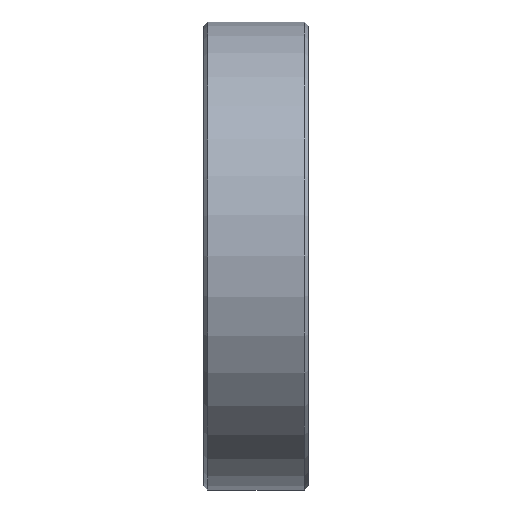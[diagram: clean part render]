
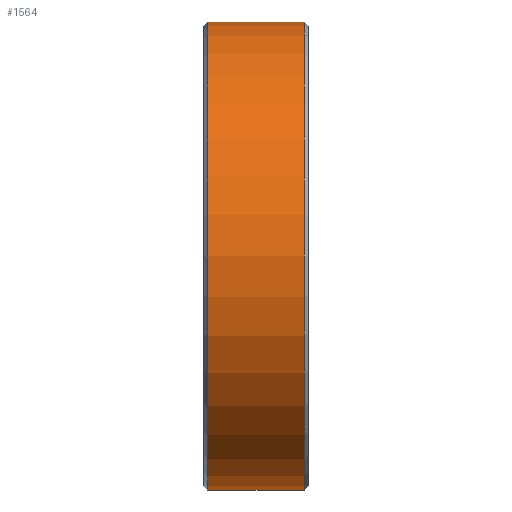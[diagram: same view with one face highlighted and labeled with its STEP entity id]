
A CAD part, left-side view. The second image highlights one B-rep face of the part: STEP entity #1564.
In plain terms, the highlighted cylindrical face has radius 17 mm (diameter 34 mm), a partial arc.
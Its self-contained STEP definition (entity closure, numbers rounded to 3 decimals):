
#170 = VERTEX_POINT ( 'NONE', #789 ) ;
#201 = VERTEX_POINT ( 'NONE', #716 ) ;
#240 = VERTEX_POINT ( 'NONE', #924 ) ;
#241 = VERTEX_POINT ( 'NONE', #923 ) ;
#716 = CARTESIAN_POINT ( 'NONE',  ( 0., 7.3, -17. ) ) ;
#789 = CARTESIAN_POINT ( 'NONE',  ( 0., 7.3, 17. ) ) ;
#923 = CARTESIAN_POINT ( 'NONE',  ( 0., 0.3, 17. ) ) ;
#924 = CARTESIAN_POINT ( 'NONE',  ( 0., 0.3, -17. ) ) ;
#1069 = DIRECTION ( 'NONE',  ( 0., 0., -1. ) ) ;
#1072 = CARTESIAN_POINT ( 'NONE',  ( 0., -10.137, 0. ) ) ;
#1076 = CYLINDRICAL_SURFACE ( 'NONE', #1102, 17. ) ;
#1094 = DIRECTION ( 'NONE',  ( 0., -1., 0. ) ) ;
#1095 = VECTOR ( 'NONE', #1094, 1000. ) ;
#1100 = DIRECTION ( 'NONE',  ( 0., 0., -1. ) ) ;
#1101 = DIRECTION ( 'NONE',  ( 0., -1., 0. ) ) ;
#1102 = AXIS2_PLACEMENT_3D ( 'NONE', #1072, #1109, #1069 ) ;
#1108 = FACE_OUTER_BOUND ( 'NONE', #1565, .T. ) ;
#1109 = DIRECTION ( 'NONE',  ( 0., -1., 0. ) ) ;
#1117 = CIRCLE ( 'NONE', #1214, 17. ) ;
#1127 = CARTESIAN_POINT ( 'NONE',  ( 0., -10.137, -17. ) ) ;
#1128 = LINE ( 'NONE', #1127, #1095 ) ;
#1139 = CIRCLE ( 'NONE', #1212, 17. ) ;
#1173 = DIRECTION ( 'NONE',  ( 0., -1., 0. ) ) ;
#1174 = VECTOR ( 'NONE', #1173, 1000. ) ;
#1175 = CARTESIAN_POINT ( 'NONE',  ( 0., -10.137, 17. ) ) ;
#1176 = LINE ( 'NONE', #1175, #1174 ) ;
#1209 = DIRECTION ( 'NONE',  ( 0., 0., 1. ) ) ;
#1210 = DIRECTION ( 'NONE',  ( 0., 1., 0. ) ) ;
#1211 = CARTESIAN_POINT ( 'NONE',  ( 0., 0.3, 0. ) ) ;
#1212 = AXIS2_PLACEMENT_3D ( 'NONE', #1211, #1210, #1209 ) ;
#1213 = CARTESIAN_POINT ( 'NONE',  ( 0., 7.3, 0. ) ) ;
#1214 = AXIS2_PLACEMENT_3D ( 'NONE', #1213, #1101, #1100 ) ;
#1494 = EDGE_CURVE ( 'NONE', #170, #201, #1117, .T. ) ;
#1496 = ORIENTED_EDGE ( 'NONE', *, *, #1506, .T. ) ;
#1497 = ORIENTED_EDGE ( 'NONE', *, *, #1501, .T. ) ;
#1498 = ORIENTED_EDGE ( 'NONE', *, *, #1494, .T. ) ;
#1500 = ORIENTED_EDGE ( 'NONE', *, *, #1567, .F. ) ;
#1501 = EDGE_CURVE ( 'NONE', #201, #240, #1128, .T. ) ;
#1506 = EDGE_CURVE ( 'NONE', #240, #241, #1139, .T. ) ;
#1564 = ADVANCED_FACE ( 'NONE', ( #1108 ), #1076, .T. ) ;
#1565 = EDGE_LOOP ( 'NONE', ( #1500, #1498, #1497, #1496 ) ) ;
#1567 = EDGE_CURVE ( 'NONE', #170, #241, #1176, .T. ) ;
